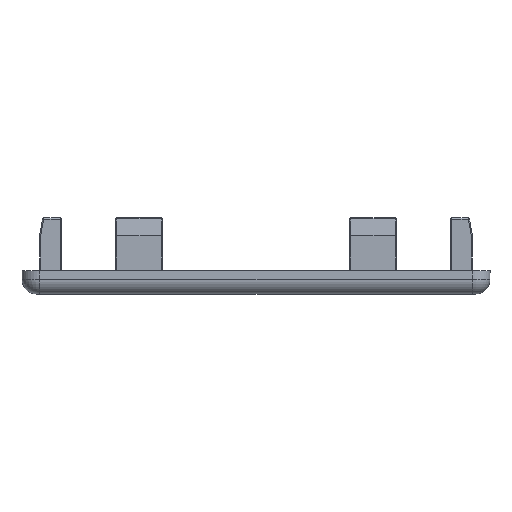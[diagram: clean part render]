
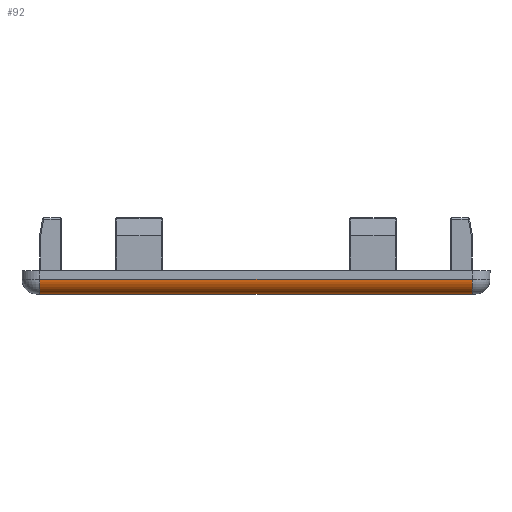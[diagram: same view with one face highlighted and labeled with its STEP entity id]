
A CAD part, left-side view. The second image highlights one B-rep face of the part: STEP entity #92.
In plain terms, the highlighted cylindrical face has radius 2.5 mm (diameter 5 mm), a partial arc.
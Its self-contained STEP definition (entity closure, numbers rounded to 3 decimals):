
#92 = ADVANCED_FACE ( 'NONE', ( #316 ), #7177, .T. ) ;
#136 = CARTESIAN_POINT ( 'NONE',  ( -17.5, -57., 2.5 ) ) ;
#316 = FACE_OUTER_BOUND ( 'NONE', #1949, .T. ) ;
#401 = EDGE_CURVE ( 'NONE', #6709, #6318, #1371, .T. ) ;
#506 = CARTESIAN_POINT ( 'NONE',  ( -20., -57., 2.5 ) ) ;
#676 = AXIS2_PLACEMENT_3D ( 'NONE', #5562, #1455, #6254 ) ;
#816 = DIRECTION ( 'NONE',  ( 0., 0., -1. ) ) ;
#857 = CIRCLE ( 'NONE', #4388, 2.5 ) ;
#1076 = CARTESIAN_POINT ( 'NONE',  ( -17.5, 20., 2.5 ) ) ;
#1182 = EDGE_CURVE ( 'NONE', #4252, #6709, #7223, .T. ) ;
#1371 = CIRCLE ( 'NONE', #676, 2.5 ) ;
#1455 = DIRECTION ( 'NONE',  ( 0., 1., 0. ) ) ;
#1599 = ORIENTED_EDGE ( 'NONE', *, *, #401, .F. ) ;
#1949 = EDGE_LOOP ( 'NONE', ( #1599, #2456, #4860, #8769 ) ) ;
#2456 = ORIENTED_EDGE ( 'NONE', *, *, #1182, .F. ) ;
#3005 = VECTOR ( 'NONE', #5980, 1000. ) ;
#3571 = VERTEX_POINT ( 'NONE', #4930 ) ;
#3637 = DIRECTION ( 'NONE',  ( 0., 1., 0. ) ) ;
#3762 = VECTOR ( 'NONE', #3637, 1000. ) ;
#4252 = VERTEX_POINT ( 'NONE', #8239 ) ;
#4388 = AXIS2_PLACEMENT_3D ( 'NONE', #136, #4923, #816 ) ;
#4624 = LINE ( 'NONE', #506, #3005 ) ;
#4860 = ORIENTED_EDGE ( 'NONE', *, *, #8496, .F. ) ;
#4923 = DIRECTION ( 'NONE',  ( 0., -1., 0. ) ) ;
#4930 = CARTESIAN_POINT ( 'NONE',  ( -20., -57., 2.5 ) ) ;
#5562 = CARTESIAN_POINT ( 'NONE',  ( -17.5, 17., 2.5 ) ) ;
#5873 = DIRECTION ( 'NONE',  ( -1., 0., 0. ) ) ;
#5956 = CARTESIAN_POINT ( 'NONE',  ( -20., 17., 2.5 ) ) ;
#5980 = DIRECTION ( 'NONE',  ( 0., -1., 0. ) ) ;
#6069 = AXIS2_PLACEMENT_3D ( 'NONE', #1076, #8597, #5873 ) ;
#6254 = DIRECTION ( 'NONE',  ( 0., 0., 1. ) ) ;
#6318 = VERTEX_POINT ( 'NONE', #5956 ) ;
#6709 = VERTEX_POINT ( 'NONE', #8162 ) ;
#7177 = CYLINDRICAL_SURFACE ( 'NONE', #6069, 2.5 ) ;
#7223 = LINE ( 'NONE', #8446, #3762 ) ;
#8162 = CARTESIAN_POINT ( 'NONE',  ( -17.5, 17., 0. ) ) ;
#8239 = CARTESIAN_POINT ( 'NONE',  ( -17.5, -57., 0. ) ) ;
#8265 = EDGE_CURVE ( 'NONE', #6318, #3571, #4624, .T. ) ;
#8446 = CARTESIAN_POINT ( 'NONE',  ( -17.5, 17., 0. ) ) ;
#8496 = EDGE_CURVE ( 'NONE', #3571, #4252, #857, .T. ) ;
#8597 = DIRECTION ( 'NONE',  ( 0., 1., 0. ) ) ;
#8769 = ORIENTED_EDGE ( 'NONE', *, *, #8265, .F. ) ;
